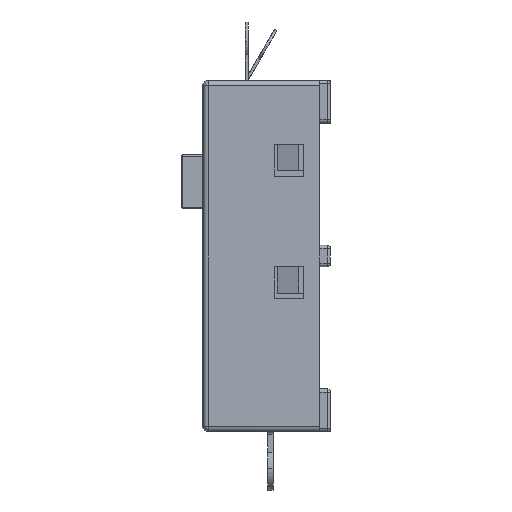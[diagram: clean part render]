
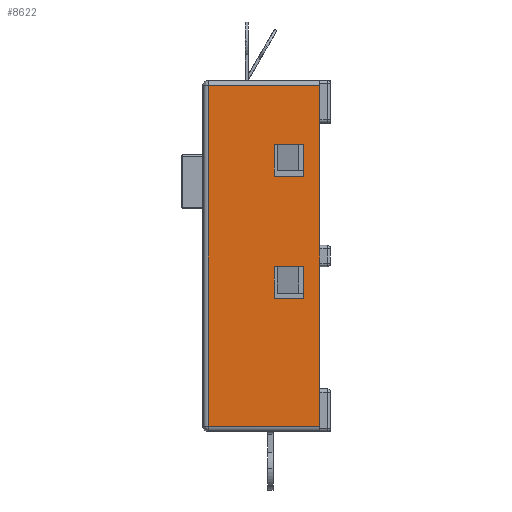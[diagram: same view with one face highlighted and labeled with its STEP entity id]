
A CAD part, left-side view. The second image highlights one B-rep face of the part: STEP entity #8622.
In plain terms, the highlighted planar face has unit normal (-1, 0, 0).
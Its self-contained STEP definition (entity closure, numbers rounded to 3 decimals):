
#24 = LINE ( 'NONE', #4256, #10181 ) ;
#158 = CARTESIAN_POINT ( 'NONE',  ( -9.6, 2.5, -17.5 ) ) ;
#261 = CARTESIAN_POINT ( 'NONE',  ( -9.6, 12., -9. ) ) ;
#411 = VERTEX_POINT ( 'NONE', #15430 ) ;
#808 = CARTESIAN_POINT ( 'NONE',  ( -9.6, 11.5, -0.5 ) ) ;
#820 = EDGE_LOOP ( 'NONE', ( #19935, #9712, #19872, #19540 ) ) ;
#904 = VERTEX_POINT ( 'NONE', #7402 ) ;
#1419 = DIRECTION ( 'NONE',  ( 0., 0., 1. ) ) ;
#1481 = DIRECTION ( 'NONE',  ( 0., -1., 0. ) ) ;
#1677 = CARTESIAN_POINT ( 'NONE',  ( -9.6, 12., -20.5 ) ) ;
#1682 = EDGE_CURVE ( 'NONE', #20188, #6113, #15993, .T. ) ;
#2334 = LINE ( 'NONE', #1677, #12520 ) ;
#2737 = CARTESIAN_POINT ( 'NONE',  ( -9.6, 11.5, -76.019 ) ) ;
#2780 = FACE_BOUND ( 'NONE', #3035, .T. ) ;
#2806 = CARTESIAN_POINT ( 'NONE',  ( -9.6, 5.3, -17.5 ) ) ;
#3006 = CARTESIAN_POINT ( 'NONE',  ( -9.6, 5.3, 0. ) ) ;
#3035 = EDGE_LOOP ( 'NONE', ( #17757, #4829, #15182, #11898 ) ) ;
#3104 = DIRECTION ( 'NONE',  ( 0., 1., 0. ) ) ;
#3159 = DIRECTION ( 'NONE',  ( 0., 0., 1. ) ) ;
#3185 = ORIENTED_EDGE ( 'NONE', *, *, #16577, .T. ) ;
#3312 = VECTOR ( 'NONE', #5633, 1000. ) ;
#3350 = CARTESIAN_POINT ( 'NONE',  ( -9.6, 12., -32.5 ) ) ;
#3355 = LINE ( 'NONE', #3350, #16021 ) ;
#3932 = EDGE_CURVE ( 'NONE', #7898, #5452, #11641, .T. ) ;
#4036 = LINE ( 'NONE', #10034, #3312 ) ;
#4256 = CARTESIAN_POINT ( 'NONE',  ( -9.6, 12., -17.5 ) ) ;
#4464 = VECTOR ( 'NONE', #17140, 1000. ) ;
#4829 = ORIENTED_EDGE ( 'NONE', *, *, #10055, .T. ) ;
#5002 = VERTEX_POINT ( 'NONE', #158 ) ;
#5004 = EDGE_CURVE ( 'NONE', #12260, #20188, #2334, .T. ) ;
#5096 = CARTESIAN_POINT ( 'NONE',  ( -9.6, 2.5, -20.5 ) ) ;
#5290 = CARTESIAN_POINT ( 'NONE',  ( -9.6, 12., 0. ) ) ;
#5452 = VERTEX_POINT ( 'NONE', #808 ) ;
#5633 = DIRECTION ( 'NONE',  ( 0., 0., 1. ) ) ;
#5919 = EDGE_CURVE ( 'NONE', #904, #11825, #12934, .T. ) ;
#6040 = ORIENTED_EDGE ( 'NONE', *, *, #3932, .T. ) ;
#6045 = LINE ( 'NONE', #2737, #10056 ) ;
#6113 = VERTEX_POINT ( 'NONE', #2806 ) ;
#6280 = CARTESIAN_POINT ( 'NONE',  ( -9.6, 2.5, 0. ) ) ;
#6433 = VERTEX_POINT ( 'NONE', #17969 ) ;
#6573 = ORIENTED_EDGE ( 'NONE', *, *, #15252, .T. ) ;
#6865 = DIRECTION ( 'NONE',  ( 0., 0., -1. ) ) ;
#6917 = VECTOR ( 'NONE', #3159, 1000. ) ;
#7402 = CARTESIAN_POINT ( 'NONE',  ( -9.6, 5.3, -6. ) ) ;
#7557 = VECTOR ( 'NONE', #6865, 1000. ) ;
#7898 = VERTEX_POINT ( 'NONE', #11364 ) ;
#7901 = EDGE_CURVE ( 'NONE', #11825, #20515, #12289, .T. ) ;
#8089 = CARTESIAN_POINT ( 'NONE',  ( -9.6, 11.5, -32.5 ) ) ;
#8107 = EDGE_CURVE ( 'NONE', #13279, #5452, #6045, .T. ) ;
#8155 = LINE ( 'NONE', #3006, #6917 ) ;
#8354 = CARTESIAN_POINT ( 'NONE',  ( -9.6, 2.5, -6. ) ) ;
#8450 = DIRECTION ( 'NONE',  ( -1., 0., 0. ) ) ;
#8584 = CARTESIAN_POINT ( 'NONE',  ( -9.6, 2.5, 0. ) ) ;
#8622 = ADVANCED_FACE ( 'NONE', ( #8965, #2780, #10011 ), #13224, .T. ) ;
#8885 = CARTESIAN_POINT ( 'NONE',  ( -9.6, 5.3, -20.5 ) ) ;
#8965 = FACE_BOUND ( 'NONE', #820, .T. ) ;
#9358 = DIRECTION ( 'NONE',  ( 0., 1., 0. ) ) ;
#9620 = VECTOR ( 'NONE', #3104, 1000. ) ;
#9712 = ORIENTED_EDGE ( 'NONE', *, *, #7901, .T. ) ;
#10011 = FACE_OUTER_BOUND ( 'NONE', #11079, .T. ) ;
#10034 = CARTESIAN_POINT ( 'NONE',  ( -9.6, 1., 0. ) ) ;
#10055 = EDGE_CURVE ( 'NONE', #5002, #12260, #12827, .T. ) ;
#10056 = VECTOR ( 'NONE', #13315, 1000. ) ;
#10181 = VECTOR ( 'NONE', #18775, 1000. ) ;
#10273 = VECTOR ( 'NONE', #1419, 1000. ) ;
#11079 = EDGE_LOOP ( 'NONE', ( #6040, #11578, #6573, #3185 ) ) ;
#11149 = DIRECTION ( 'NONE',  ( 0., 0., -1. ) ) ;
#11364 = CARTESIAN_POINT ( 'NONE',  ( -9.6, 1., -0.5 ) ) ;
#11578 = ORIENTED_EDGE ( 'NONE', *, *, #8107, .F. ) ;
#11641 = LINE ( 'NONE', #15807, #9620 ) ;
#11825 = VERTEX_POINT ( 'NONE', #8354 ) ;
#11898 = ORIENTED_EDGE ( 'NONE', *, *, #1682, .T. ) ;
#11910 = LINE ( 'NONE', #261, #17098 ) ;
#12260 = VERTEX_POINT ( 'NONE', #5096 ) ;
#12289 = LINE ( 'NONE', #6280, #20247 ) ;
#12520 = VECTOR ( 'NONE', #9358, 1000. ) ;
#12827 = LINE ( 'NONE', #8584, #7557 ) ;
#12934 = LINE ( 'NONE', #18747, #4464 ) ;
#12939 = DIRECTION ( 'NONE',  ( 0., 1., 0. ) ) ;
#13224 = PLANE ( 'NONE',  #18148 ) ;
#13279 = VERTEX_POINT ( 'NONE', #8089 ) ;
#13315 = DIRECTION ( 'NONE',  ( 0., 0., 1. ) ) ;
#15182 = ORIENTED_EDGE ( 'NONE', *, *, #5004, .T. ) ;
#15252 = EDGE_CURVE ( 'NONE', #13279, #6433, #3355, .T. ) ;
#15430 = CARTESIAN_POINT ( 'NONE',  ( -9.6, 5.3, -9. ) ) ;
#15795 = CARTESIAN_POINT ( 'NONE',  ( -9.6, 5.3, 0. ) ) ;
#15807 = CARTESIAN_POINT ( 'NONE',  ( -9.6, 12., -0.5 ) ) ;
#15991 = CARTESIAN_POINT ( 'NONE',  ( -9.6, 2.5, -9. ) ) ;
#15993 = LINE ( 'NONE', #15795, #10273 ) ;
#16021 = VECTOR ( 'NONE', #1481, 1000. ) ;
#16577 = EDGE_CURVE ( 'NONE', #6433, #7898, #4036, .T. ) ;
#17098 = VECTOR ( 'NONE', #12939, 1000. ) ;
#17140 = DIRECTION ( 'NONE',  ( 0., -1., 0. ) ) ;
#17216 = EDGE_CURVE ( 'NONE', #6113, #5002, #24, .T. ) ;
#17501 = EDGE_CURVE ( 'NONE', #20515, #411, #11910, .T. ) ;
#17757 = ORIENTED_EDGE ( 'NONE', *, *, #17216, .T. ) ;
#17969 = CARTESIAN_POINT ( 'NONE',  ( -9.6, 1., -32.5 ) ) ;
#18148 = AXIS2_PLACEMENT_3D ( 'NONE', #5290, #8450, #19622 ) ;
#18747 = CARTESIAN_POINT ( 'NONE',  ( -9.6, 12., -6. ) ) ;
#18775 = DIRECTION ( 'NONE',  ( 0., -1., 0. ) ) ;
#18947 = EDGE_CURVE ( 'NONE', #411, #904, #8155, .T. ) ;
#19540 = ORIENTED_EDGE ( 'NONE', *, *, #18947, .T. ) ;
#19622 = DIRECTION ( 'NONE',  ( 0., -1., 0. ) ) ;
#19872 = ORIENTED_EDGE ( 'NONE', *, *, #17501, .T. ) ;
#19935 = ORIENTED_EDGE ( 'NONE', *, *, #5919, .T. ) ;
#20188 = VERTEX_POINT ( 'NONE', #8885 ) ;
#20247 = VECTOR ( 'NONE', #11149, 1000. ) ;
#20515 = VERTEX_POINT ( 'NONE', #15991 ) ;
